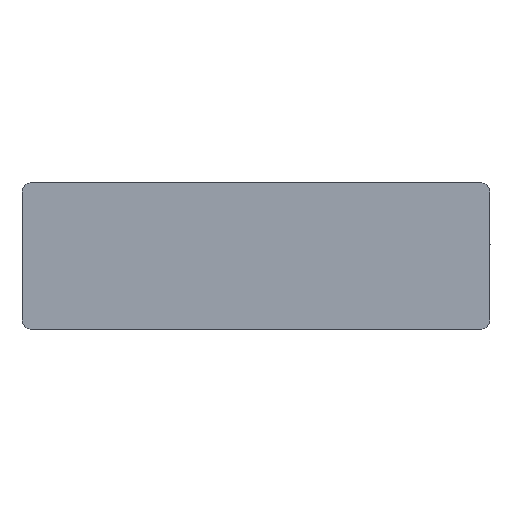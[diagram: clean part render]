
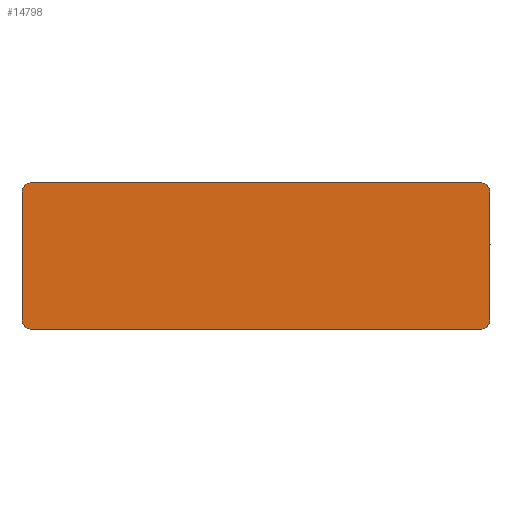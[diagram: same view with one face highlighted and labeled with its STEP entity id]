
A CAD part, front view. The second image highlights one B-rep face of the part: STEP entity #14798.
In plain terms, the highlighted planar face has unit normal (0, -1, 0).
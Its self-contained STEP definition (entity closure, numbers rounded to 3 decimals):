
#16=CARTESIAN_POINT('',(33.5,-22.,-9.5));
#17=DIRECTION('',(0.,1.,0.));
#18=DIRECTION('',(1.,0.,0.));
#19=AXIS2_PLACEMENT_3D('',#16,#17,#18);
#25=DIRECTION('',(1.,0.,0.));
#26=VECTOR('',#25,67.);
#27=CARTESIAN_POINT('',(-33.5,-22.,-11.));
#28=LINE('27579',#27,#26);
#32=CARTESIAN_POINT('',(-33.5,-22.,-9.5));
#33=DIRECTION('',(0.,-1.,0.));
#34=DIRECTION('',(-1.,0.,0.));
#35=AXIS2_PLACEMENT_3D('',#32,#33,#34);
#40=CARTESIAN_POINT('',(-33.5,-22.,9.5));
#41=DIRECTION('',(0.,1.,0.));
#42=DIRECTION('',(-1.,0.,0.));
#43=AXIS2_PLACEMENT_3D('',#40,#41,#42);
#48=DIRECTION('',(1.,0.,0.));
#49=VECTOR('',#48,67.);
#50=CARTESIAN_POINT('',(-33.5,-22.,11.));
#51=LINE('27323',#50,#49);
#55=CARTESIAN_POINT('',(33.5,-22.,9.5));
#56=DIRECTION('',(0.,-1.,0.));
#57=DIRECTION('',(1.,0.,0.));
#58=AXIS2_PLACEMENT_3D('',#55,#56,#57);
#91=DIRECTION('',(0.,0.,1.));
#92=VECTOR('',#91,19.);
#93=CARTESIAN_POINT('',(35.,-22.,-9.5));
#94=LINE('27618',#93,#92);
#5291=DIRECTION('',(0.,0.,-1.));
#5292=VECTOR('',#5291,19.);
#5293=CARTESIAN_POINT('',(-35.,-22.,9.5));
#5294=LINE('27619',#5293,#5292);
#12782=CARTESIAN_POINT('',(35.,-22.,9.5));
#12783=CARTESIAN_POINT('',(33.5,-22.,11.));
#12784=VERTEX_POINT('',#12782);
#12785=VERTEX_POINT('',#12783);
#12832=CARTESIAN_POINT('',(-35.,-22.,9.5));
#12833=CARTESIAN_POINT('',(-33.5,-22.,11.));
#12834=VERTEX_POINT('',#12832);
#12835=VERTEX_POINT('',#12833);
#12884=CARTESIAN_POINT('',(35.,-22.,-9.5));
#12885=CARTESIAN_POINT('',(33.5,-22.,-11.));
#12886=VERTEX_POINT('',#12884);
#12887=VERTEX_POINT('',#12885);
#12934=CARTESIAN_POINT('',(-35.,-22.,-9.5));
#12935=CARTESIAN_POINT('',(-33.5,-22.,-11.));
#12936=VERTEX_POINT('',#12934);
#12937=VERTEX_POINT('',#12935);
#14775=CARTESIAN_POINT('',(0.,-22.,0.));
#14776=DIRECTION('',(0.,-1.,0.));
#14777=DIRECTION('',(1.,0.,0.));
#14778=AXIS2_PLACEMENT_3D('',#14775,#14776,#14777);
#14779=PLANE('221',#14778);
#14781=ORIENTED_EDGE('27618',*,*,#14780,.F.);
#14783=ORIENTED_EDGE('27428',*,*,#14782,.T.);
#14785=ORIENTED_EDGE('27579',*,*,#14784,.F.);
#14787=ORIENTED_EDGE('27543',*,*,#14786,.F.);
#14789=ORIENTED_EDGE('27619',*,*,#14788,.F.);
#14791=ORIENTED_EDGE('27268',*,*,#14790,.T.);
#14793=ORIENTED_EDGE('27323',*,*,#14792,.T.);
#14795=ORIENTED_EDGE('27110',*,*,#14794,.F.);
#14796=EDGE_LOOP('221',(#14781,#14783,#14785,#14787,#14789,#14791,#14793,
#14795));
#14797=FACE_OUTER_BOUND('221',#14796,.F.);
#20=CIRCLE('27428',#19,1.5);
#36=CIRCLE('27543',#35,1.5);
#44=CIRCLE('27268',#43,1.5);
#59=CIRCLE('27110',#58,1.5);
#14780=EDGE_CURVE('27618',#12886,#12784,#94,.T.);
#14782=EDGE_CURVE('27428',#12886,#12887,#20,.T.);
#14784=EDGE_CURVE('27579',#12937,#12887,#28,.T.);
#14786=EDGE_CURVE('27543',#12936,#12937,#36,.T.);
#14788=EDGE_CURVE('27619',#12834,#12936,#5294,.T.);
#14790=EDGE_CURVE('27268',#12834,#12835,#44,.T.);
#14792=EDGE_CURVE('27323',#12835,#12785,#51,.T.);
#14794=EDGE_CURVE('27110',#12784,#12785,#59,.T.);
#14798=ADVANCED_FACE('221',(#14797),#14779,.T.);
